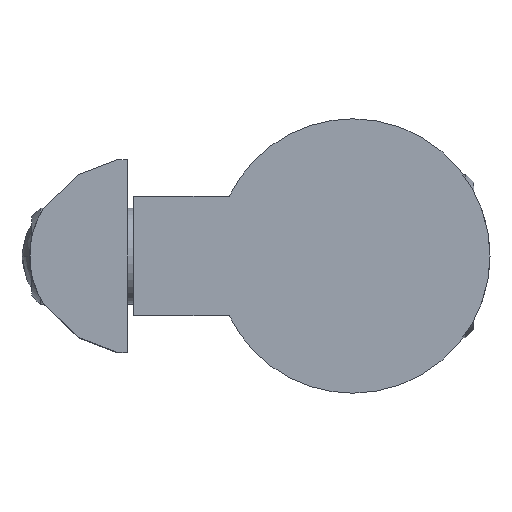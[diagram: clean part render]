
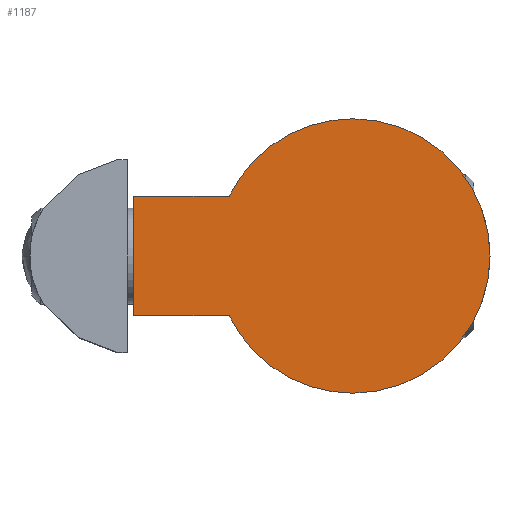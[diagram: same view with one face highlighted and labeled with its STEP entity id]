
A CAD part, top view. The second image highlights one B-rep face of the part: STEP entity #1187.
In plain terms, the highlighted planar face has unit normal (0, 0, 1).
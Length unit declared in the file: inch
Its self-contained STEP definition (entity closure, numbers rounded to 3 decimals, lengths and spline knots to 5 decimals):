
#671=CARTESIAN_POINT('',(0.44889,-0.28093,0.));
#672=VERTEX_POINT('',#671);
#706=CARTESIAN_POINT('',(0.44889,0.28093,0.));
#707=VERTEX_POINT('',#706);
#714=CARTESIAN_POINT('',(0.44889,0.,0.));
#715=DIRECTION('',(0.0,0.0,1.0));
#716=DIRECTION('',(0.0,-1.0,0.0));
#717=AXIS2_PLACEMENT_3D('',#714,#715,#716);
#718=CIRCLE('',#717,0.28093);
#719=EDGE_CURVE('',#672,#707,#718,.T.);
#1026=CARTESIAN_POINT('',(0.19606,0.12247,0.));
#1027=VERTEX_POINT('',#1026);
#1042=CARTESIAN_POINT('',(0.,0.12247,0.));
#1043=VERTEX_POINT('',#1042);
#1050=CARTESIAN_POINT('',(0.,0.12247,0.));
#1051=DIRECTION('',(1.0,0.0,0.0));
#1052=VECTOR('',#1051,0.19606);
#1053=LINE('',#1050,#1052);
#1054=EDGE_CURVE('',#1043,#1027,#1053,.T.);
#1064=CARTESIAN_POINT('',(0.19606,-0.12247,0.));
#1065=VERTEX_POINT('',#1064);
#1074=CARTESIAN_POINT('',(0.,-0.12247,0.));
#1075=VERTEX_POINT('',#1074);
#1076=CARTESIAN_POINT('',(0.19606,-0.12247,0.));
#1077=DIRECTION('',(-1.0,0.0,0.0));
#1078=VECTOR('',#1077,0.19606);
#1079=LINE('',#1076,#1078);
#1080=EDGE_CURVE('',#1065,#1075,#1079,.T.);
#1104=CARTESIAN_POINT('',(0.,-0.12247,0.));
#1105=DIRECTION('',(0.0,1.0,0.0));
#1106=VECTOR('',#1105,0.24494);
#1107=LINE('',#1104,#1106);
#1108=EDGE_CURVE('',#1075,#1043,#1107,.T.);
#1145=CARTESIAN_POINT('',(0.44889,0.,0.));
#1146=DIRECTION('',(0.0,0.0,1.0));
#1147=DIRECTION('',(0.0,-1.0,0.0));
#1148=AXIS2_PLACEMENT_3D('',#1145,#1146,#1147);
#1149=CIRCLE('',#1148,0.28093);
#1150=EDGE_CURVE('',#1065,#672,#1149,.T.);
#1155=CARTESIAN_POINT('',(0.44889,0.,0.));
#1156=DIRECTION('',(0.0,0.0,1.0));
#1157=DIRECTION('',(0.0,-1.0,0.0));
#1158=AXIS2_PLACEMENT_3D('',#1155,#1156,#1157);
#1159=CIRCLE('',#1158,0.28093);
#1160=EDGE_CURVE('',#707,#1027,#1159,.T.);
#1174=CARTESIAN_POINT('',(0.44889,0.,0.));
#1175=DIRECTION('',(0.0,0.0,1.0));
#1176=DIRECTION('',(0.0,-1.0,0.0));
#1177=AXIS2_PLACEMENT_3D('',#1174,#1175,#1176);
#1178=PLANE('',#1177);
#1179=ORIENTED_EDGE('',*,*,#1150,.T.);
#1180=ORIENTED_EDGE('',*,*,#719,.T.);
#1181=ORIENTED_EDGE('',*,*,#1160,.T.);
#1182=ORIENTED_EDGE('',*,*,#1054,.F.);
#1183=ORIENTED_EDGE('',*,*,#1108,.F.);
#1184=ORIENTED_EDGE('',*,*,#1080,.F.);
#1185=EDGE_LOOP('',(#1179,#1180,#1181,#1182,#1183,#1184));
#1186=FACE_OUTER_BOUND('',#1185,.T.);
#1187=ADVANCED_FACE('',(#1186),#1178,.T.);
